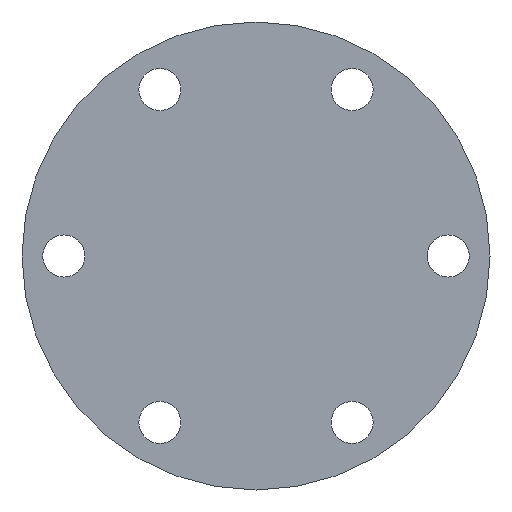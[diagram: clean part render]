
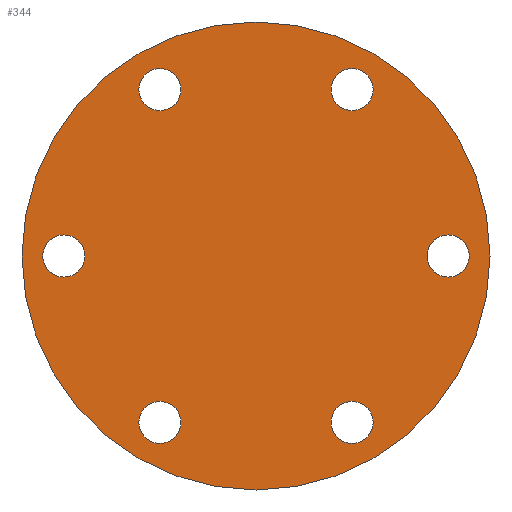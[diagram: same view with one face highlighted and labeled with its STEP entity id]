
A CAD part, left-side view. The second image highlights one B-rep face of the part: STEP entity #344.
In plain terms, the highlighted planar face has unit normal (-1, 0, 0).
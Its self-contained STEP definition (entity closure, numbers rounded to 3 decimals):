
#24=FACE_BOUND('',#94,.T.);
#25=FACE_BOUND('',#95,.T.);
#26=FACE_BOUND('',#96,.T.);
#27=FACE_BOUND('',#97,.T.);
#28=FACE_BOUND('',#98,.T.);
#29=FACE_BOUND('',#99,.T.);
#33=PLANE('',#405);
#63=FACE_OUTER_BOUND('',#93,.T.);
#93=EDGE_LOOP('',(#309));
#94=EDGE_LOOP('',(#310));
#95=EDGE_LOOP('',(#311));
#96=EDGE_LOOP('',(#312));
#97=EDGE_LOOP('',(#313));
#98=EDGE_LOOP('',(#314));
#99=EDGE_LOOP('',(#315));
#136=CIRCLE('',#363,2.518);
#139=CIRCLE('',#368,2.518);
#142=CIRCLE('',#373,2.518);
#145=CIRCLE('',#378,2.518);
#148=CIRCLE('',#383,2.518);
#151=CIRCLE('',#388,2.518);
#159=CIRCLE('',#404,28.);
#162=VERTEX_POINT('',#527);
#165=VERTEX_POINT('',#537);
#168=VERTEX_POINT('',#547);
#171=VERTEX_POINT('',#557);
#174=VERTEX_POINT('',#567);
#177=VERTEX_POINT('',#577);
#186=VERTEX_POINT('',#607);
#191=EDGE_CURVE('',#162,#162,#136,.T.);
#196=EDGE_CURVE('',#165,#165,#139,.T.);
#201=EDGE_CURVE('',#168,#168,#142,.T.);
#206=EDGE_CURVE('',#171,#171,#145,.T.);
#211=EDGE_CURVE('',#174,#174,#148,.T.);
#216=EDGE_CURVE('',#177,#177,#151,.T.);
#228=EDGE_CURVE('',#186,#186,#159,.T.);
#309=ORIENTED_EDGE('',*,*,#228,.T.);
#310=ORIENTED_EDGE('',*,*,#191,.T.);
#311=ORIENTED_EDGE('',*,*,#196,.T.);
#312=ORIENTED_EDGE('',*,*,#201,.T.);
#313=ORIENTED_EDGE('',*,*,#206,.T.);
#314=ORIENTED_EDGE('',*,*,#211,.T.);
#315=ORIENTED_EDGE('',*,*,#216,.T.);
#344=ADVANCED_FACE('',(#63,#24,#25,#26,#27,#28,#29),#33,.T.);
#363=AXIS2_PLACEMENT_3D('',#529,#418,#419);
#368=AXIS2_PLACEMENT_3D('',#539,#430,#431);
#373=AXIS2_PLACEMENT_3D('',#549,#442,#443);
#378=AXIS2_PLACEMENT_3D('',#559,#454,#455);
#383=AXIS2_PLACEMENT_3D('',#569,#466,#467);
#388=AXIS2_PLACEMENT_3D('',#579,#478,#479);
#404=AXIS2_PLACEMENT_3D('',#608,#514,#515);
#405=AXIS2_PLACEMENT_3D('',#610,#517,#518);
#418=DIRECTION('center_axis',(1.,0.,0.));
#419=DIRECTION('ref_axis',(0.,1.,0.));
#430=DIRECTION('center_axis',(1.,0.,0.));
#431=DIRECTION('ref_axis',(0.,1.,0.));
#442=DIRECTION('center_axis',(1.,0.,0.));
#443=DIRECTION('ref_axis',(0.,1.,0.));
#454=DIRECTION('center_axis',(1.,0.,0.));
#455=DIRECTION('ref_axis',(0.,1.,0.));
#466=DIRECTION('center_axis',(1.,0.,0.));
#467=DIRECTION('ref_axis',(0.,1.,0.));
#478=DIRECTION('center_axis',(1.,0.,0.));
#479=DIRECTION('ref_axis',(0.,1.,0.));
#514=DIRECTION('center_axis',(-1.,0.,0.));
#515=DIRECTION('ref_axis',(0.,0.,1.));
#517=DIRECTION('center_axis',(-1.,0.,0.));
#518=DIRECTION('ref_axis',(0.,0.,1.));
#527=CARTESIAN_POINT('',(0.,-14.018,-19.919));
#529=CARTESIAN_POINT('Origin',(0.,-11.5,-19.919));
#537=CARTESIAN_POINT('',(0.,8.983,-19.919));
#539=CARTESIAN_POINT('Origin',(0.,11.5,-19.919));
#547=CARTESIAN_POINT('',(0.,20.483,0.));
#549=CARTESIAN_POINT('Origin',(0.,23.,0.));
#557=CARTESIAN_POINT('',(0.,8.983,19.919));
#559=CARTESIAN_POINT('Origin',(0.,11.5,19.919));
#567=CARTESIAN_POINT('',(0.,-14.018,19.919));
#569=CARTESIAN_POINT('Origin',(0.,-11.5,19.919));
#577=CARTESIAN_POINT('',(0.,-25.518,0.));
#579=CARTESIAN_POINT('Origin',(0.,-23.,0.));
#607=CARTESIAN_POINT('',(0.,0.,-28.));
#608=CARTESIAN_POINT('Origin',(0.,0.,0.));
#610=CARTESIAN_POINT('Origin',(0.,0.,0.));
